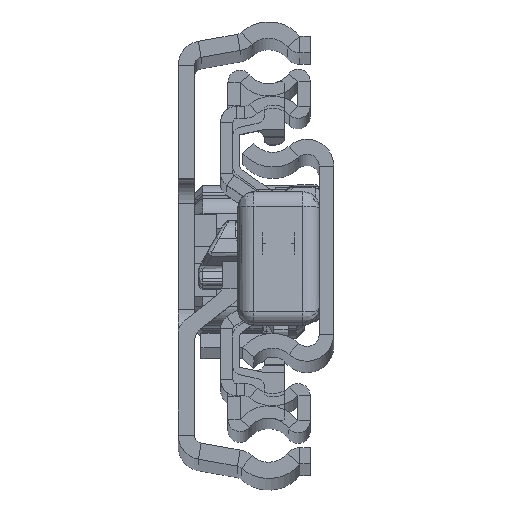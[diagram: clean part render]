
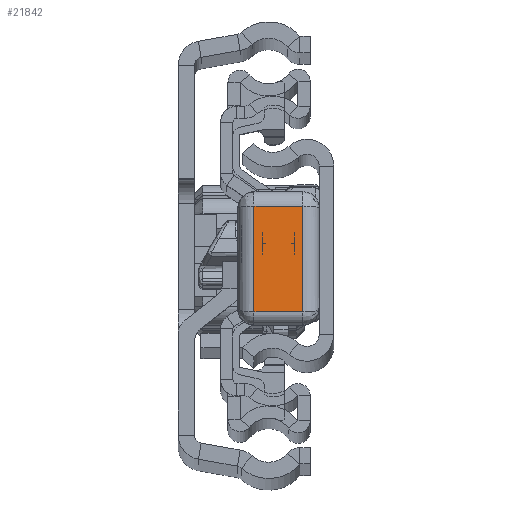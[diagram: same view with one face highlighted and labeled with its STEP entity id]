
A CAD part, top view. The second image highlights one B-rep face of the part: STEP entity #21842.
In plain terms, the highlighted face is planar.
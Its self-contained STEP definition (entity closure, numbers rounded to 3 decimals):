
#1865 = CARTESIAN_POINT ( 'NONE',  ( 39.636, 0.361, 5.5 ) ) ;
#4536 = ORIENTED_EDGE ( 'NONE', *, *, #6467, .T. ) ;
#4736 = CARTESIAN_POINT ( 'NONE',  ( 39.636, 0., 2. ) ) ;
#5407 = CARTESIAN_POINT ( 'NONE',  ( 39.636, 0., 8. ) ) ;
#6197 = DIRECTION ( 'NONE',  ( -1., 0., 0. ) ) ;
#6467 = EDGE_CURVE ( 'NONE', #47190, #19418, #45386, .T. ) ;
#9889 = CARTESIAN_POINT ( 'NONE',  ( 39.636, -12.609, 5.5 ) ) ;
#10013 = ORIENTED_EDGE ( 'NONE', *, *, #24484, .T. ) ;
#10317 = DIRECTION ( 'NONE',  ( 0., 1., 0. ) ) ;
#11453 = FACE_OUTER_BOUND ( 'NONE', #14542, .T. ) ;
#14542 = EDGE_LOOP ( 'NONE', ( #46960, #44462, #4536, #10013 ) ) ;
#15077 = VERTEX_POINT ( 'NONE', #57241 ) ;
#15327 = VECTOR ( 'NONE', #36000, 1000. ) ;
#19418 = VERTEX_POINT ( 'NONE', #27872 ) ;
#21842 = ADVANCED_FACE ( 'NONE', ( #11453 ), #35084, .F. ) ;
#22154 = VECTOR ( 'NONE', #10317, 1000. ) ;
#24484 = EDGE_CURVE ( 'NONE', #19418, #60733, #35477, .T. ) ;
#26228 = DIRECTION ( 'NONE',  ( 0., 0., -1. ) ) ;
#26672 = EDGE_CURVE ( 'NONE', #60733, #15077, #40793, .T. ) ;
#27872 = CARTESIAN_POINT ( 'NONE',  ( 39.636, -12.609, 8. ) ) ;
#31156 = CARTESIAN_POINT ( 'NONE',  ( 39.636, 0., 5.5 ) ) ;
#35084 = PLANE ( 'NONE',  #37500 ) ;
#35193 = VECTOR ( 'NONE', #55574, 1000. ) ;
#35477 = LINE ( 'NONE', #9889, #52224 ) ;
#36000 = DIRECTION ( 'NONE',  ( 0., 0., 1. ) ) ;
#37500 = AXIS2_PLACEMENT_3D ( 'NONE', #31156, #6197, #26228 ) ;
#40562 = LINE ( 'NONE', #1865, #15327 ) ;
#40793 = LINE ( 'NONE', #4736, #22154 ) ;
#44314 = EDGE_CURVE ( 'NONE', #15077, #47190, #40562, .T. ) ;
#44462 = ORIENTED_EDGE ( 'NONE', *, *, #44314, .T. ) ;
#45386 = LINE ( 'NONE', #5407, #35193 ) ;
#46960 = ORIENTED_EDGE ( 'NONE', *, *, #26672, .T. ) ;
#47190 = VERTEX_POINT ( 'NONE', #49942 ) ;
#48277 = CARTESIAN_POINT ( 'NONE',  ( 39.636, -12.609, 2. ) ) ;
#49942 = CARTESIAN_POINT ( 'NONE',  ( 39.636, 0.361, 8. ) ) ;
#50547 = DIRECTION ( 'NONE',  ( 0., 0., -1. ) ) ;
#52224 = VECTOR ( 'NONE', #50547, 1000. ) ;
#55574 = DIRECTION ( 'NONE',  ( 0., -1., 0. ) ) ;
#57241 = CARTESIAN_POINT ( 'NONE',  ( 39.636, 0.361, 2. ) ) ;
#60733 = VERTEX_POINT ( 'NONE', #48277 ) ;
